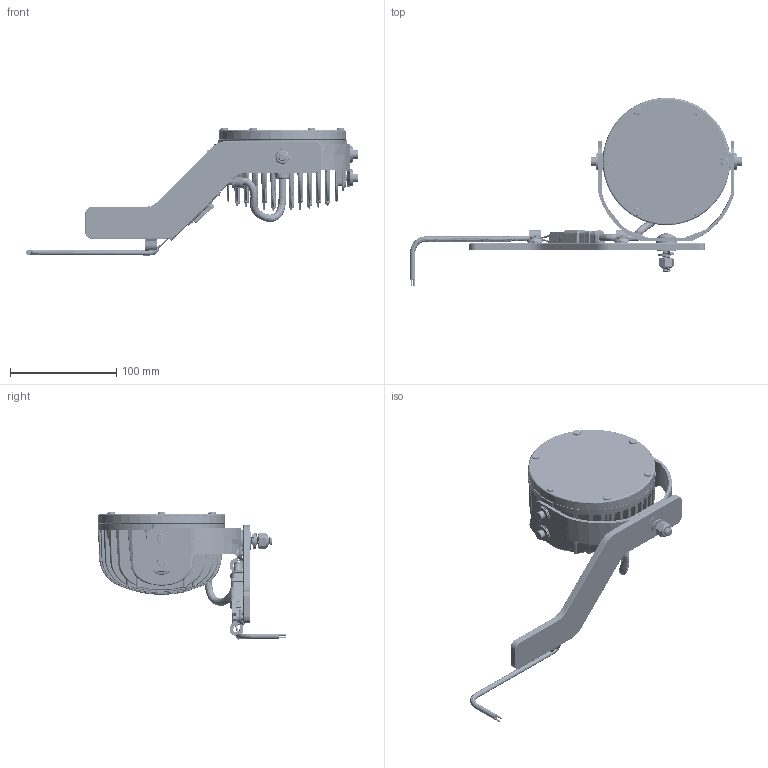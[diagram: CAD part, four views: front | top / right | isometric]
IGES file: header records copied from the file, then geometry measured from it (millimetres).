
Start section: SolidWorks IGES file using analytic representation for surfaces
Global section: file name: 02007089L.IGS; native system: SolidWorks 2021; preprocessor: SolidWorks 2021; author: tmott; date: 230223.095507; units: inch
Bounding box: 312.41 x 177.19 x 119.57 mm (x, y, z)
Surface area: 315634.6 mm2 (no closed solid volume)
Topology: 0 solids, 0 shells, 8027 faces, 61671 edges, 60801 vertices
Faces by surface type: bspline 7197, revolution 830
